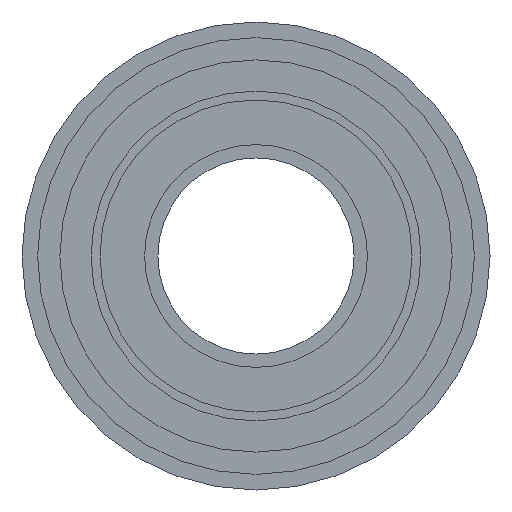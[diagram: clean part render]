
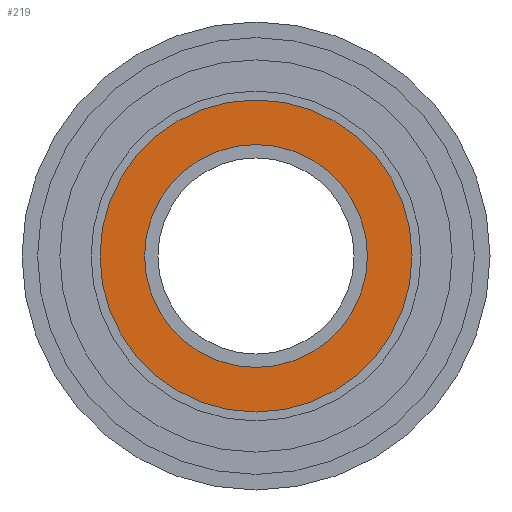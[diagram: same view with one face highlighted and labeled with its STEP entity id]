
A CAD part, front view. The second image highlights one B-rep face of the part: STEP entity #219.
In plain terms, the highlighted planar face has unit normal (0, -1, 0).
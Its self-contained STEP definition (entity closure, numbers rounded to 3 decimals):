
#18=FACE_BOUND('',#65,.T.);
#25=PLANE('',#270);
#45=FACE_OUTER_BOUND('',#64,.T.);
#64=EDGE_LOOP('',(#178));
#65=EDGE_LOOP('',(#179));
#98=CIRCLE('',#264,12.5);
#100=CIRCLE('',#269,17.5);
#114=VERTEX_POINT('',#381);
#116=VERTEX_POINT('',#390);
#134=EDGE_CURVE('',#114,#114,#98,.T.);
#138=EDGE_CURVE('',#116,#116,#100,.T.);
#178=ORIENTED_EDGE('',*,*,#138,.F.);
#179=ORIENTED_EDGE('',*,*,#134,.T.);
#219=ADVANCED_FACE('',(#45,#18),#25,.T.);
#264=AXIS2_PLACEMENT_3D('',#383,#318,#319);
#269=AXIS2_PLACEMENT_3D('',#392,#330,#331);
#270=AXIS2_PLACEMENT_3D('',#393,#332,#333);
#318=DIRECTION('center_axis',(0.,1.,0.));
#319=DIRECTION('ref_axis',(1.,0.,0.));
#330=DIRECTION('center_axis',(0.,1.,0.));
#331=DIRECTION('ref_axis',(1.,0.,0.));
#332=DIRECTION('center_axis',(0.,-1.,0.));
#333=DIRECTION('ref_axis',(0.,0.,-1.));
#381=CARTESIAN_POINT('',(-12.5,3.,0.));
#383=CARTESIAN_POINT('Origin',(0.,3.,0.));
#390=CARTESIAN_POINT('',(-17.5,3.,0.));
#392=CARTESIAN_POINT('Origin',(0.,3.,0.));
#393=CARTESIAN_POINT('Origin',(0.,3.,0.));
